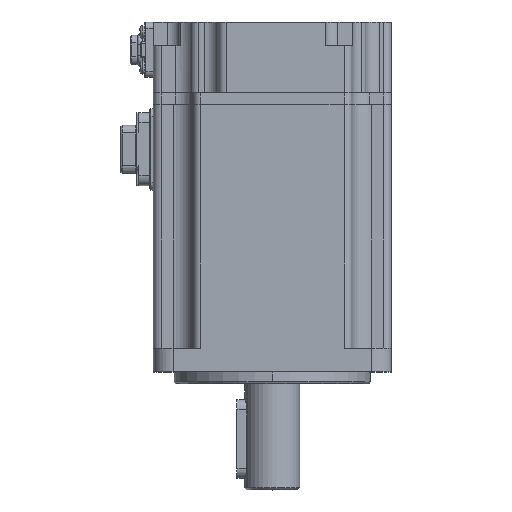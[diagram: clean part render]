
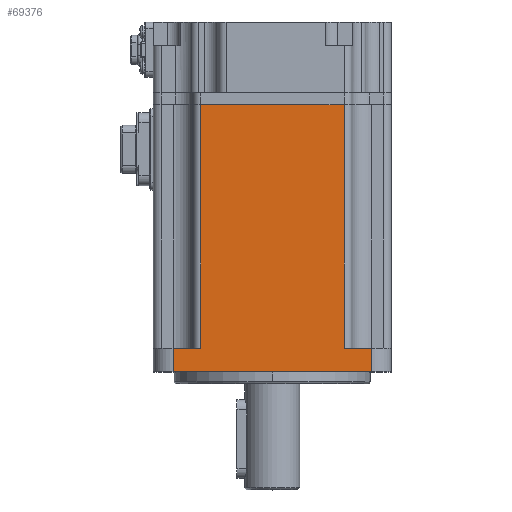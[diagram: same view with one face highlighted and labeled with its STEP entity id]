
A CAD part, top view. The second image highlights one B-rep face of the part: STEP entity #69376.
In plain terms, the highlighted planar face has unit normal (0, 0, 1).
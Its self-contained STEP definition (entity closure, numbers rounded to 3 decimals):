
#137 = LINE ( 'NONE', #66266, #53015 ) ;
#297 = EDGE_CURVE ( 'NONE', #66564, #64310, #58051, .T. ) ;
#550 = LINE ( 'NONE', #22117, #20874 ) ;
#597 = CARTESIAN_POINT ( 'NONE',  ( 25.25, 6., 30.25 ) ) ;
#2074 = VERTEX_POINT ( 'NONE', #21267 ) ;
#6321 = EDGE_CURVE ( 'NONE', #7174, #13225, #14779, .T. ) ;
#7174 = VERTEX_POINT ( 'NONE', #18383 ) ;
#8115 = VERTEX_POINT ( 'NONE', #22569 ) ;
#8285 = CARTESIAN_POINT ( 'NONE',  ( -18.25, 6., 30.25 ) ) ;
#8426 = DIRECTION ( 'NONE',  ( 1., 0., 0. ) ) ;
#11594 = VECTOR ( 'NONE', #20518, 1000. ) ;
#12455 = ORIENTED_EDGE ( 'NONE', *, *, #22356, .T. ) ;
#13225 = VERTEX_POINT ( 'NONE', #57000 ) ;
#14540 = AXIS2_PLACEMENT_3D ( 'NONE', #14685, #42351, #65311 ) ;
#14685 = CARTESIAN_POINT ( 'NONE',  ( 30.25, 68., 30.25 ) ) ;
#14779 = LINE ( 'NONE', #8285, #11594 ) ;
#16484 = CARTESIAN_POINT ( 'NONE',  ( -25.25, 68., 30.25 ) ) ;
#18383 = CARTESIAN_POINT ( 'NONE',  ( -18.25, 6., 30.25 ) ) ;
#20040 = EDGE_CURVE ( 'NONE', #2074, #68870, #49404, .T. ) ;
#20518 = DIRECTION ( 'NONE',  ( 0., 1., 0. ) ) ;
#20874 = VECTOR ( 'NONE', #55167, 1000. ) ;
#21267 = CARTESIAN_POINT ( 'NONE',  ( -25.25, 0., 30.25 ) ) ;
#21917 = VECTOR ( 'NONE', #48829, 1000. ) ;
#22117 = CARTESIAN_POINT ( 'NONE',  ( 0., 6., 30.25 ) ) ;
#22356 = EDGE_CURVE ( 'NONE', #8115, #2074, #33760, .T. ) ;
#22569 = CARTESIAN_POINT ( 'NONE',  ( -25.25, 6., 30.25 ) ) ;
#23542 = DIRECTION ( 'NONE',  ( 1., 0., 0. ) ) ;
#23909 = ORIENTED_EDGE ( 'NONE', *, *, #47297, .F. ) ;
#25005 = CARTESIAN_POINT ( 'NONE',  ( 0., 6., 30.25 ) ) ;
#28345 = CARTESIAN_POINT ( 'NONE',  ( 18.25, 68., 30.25 ) ) ;
#30579 = VECTOR ( 'NONE', #66427, 1000. ) ;
#31746 = EDGE_LOOP ( 'NONE', ( #23909, #12455, #69741, #53207, #53251, #41640, #32156, #46913 ) ) ;
#32156 = ORIENTED_EDGE ( 'NONE', *, *, #63944, .F. ) ;
#33760 = LINE ( 'NONE', #16484, #30579 ) ;
#38949 = DIRECTION ( 'NONE',  ( 0., 1., 0. ) ) ;
#40538 = CARTESIAN_POINT ( 'NONE',  ( 30.25, 68., 30.25 ) ) ;
#41640 = ORIENTED_EDGE ( 'NONE', *, *, #49809, .T. ) ;
#42351 = DIRECTION ( 'NONE',  ( 0., 0., -1. ) ) ;
#43402 = FACE_OUTER_BOUND ( 'NONE', #31746, .T. ) ;
#43804 = LINE ( 'NONE', #70400, #21917 ) ;
#46913 = ORIENTED_EDGE ( 'NONE', *, *, #6321, .F. ) ;
#47297 = EDGE_CURVE ( 'NONE', #8115, #7174, #550, .T. ) ;
#47359 = DIRECTION ( 'NONE',  ( 1., 0., 0. ) ) ;
#48517 = VERTEX_POINT ( 'NONE', #28345 ) ;
#48829 = DIRECTION ( 'NONE',  ( 0., 1., 0. ) ) ;
#49404 = LINE ( 'NONE', #65960, #51121 ) ;
#49809 = EDGE_CURVE ( 'NONE', #66564, #48517, #43804, .T. ) ;
#50833 = VECTOR ( 'NONE', #8426, 1000. ) ;
#51121 = VECTOR ( 'NONE', #23542, 1000. ) ;
#52852 = CARTESIAN_POINT ( 'NONE',  ( 25.25, 0., 30.25 ) ) ;
#53015 = VECTOR ( 'NONE', #38949, 1000. ) ;
#53207 = ORIENTED_EDGE ( 'NONE', *, *, #64709, .T. ) ;
#53251 = ORIENTED_EDGE ( 'NONE', *, *, #297, .F. ) ;
#53821 = PLANE ( 'NONE',  #14540 ) ;
#54951 = CARTESIAN_POINT ( 'NONE',  ( 18.25, 6., 30.25 ) ) ;
#55167 = DIRECTION ( 'NONE',  ( 1., 0., 0. ) ) ;
#57000 = CARTESIAN_POINT ( 'NONE',  ( -18.25, 68., 30.25 ) ) ;
#58051 = LINE ( 'NONE', #25005, #50833 ) ;
#63944 = EDGE_CURVE ( 'NONE', #13225, #48517, #67844, .T. ) ;
#64310 = VERTEX_POINT ( 'NONE', #597 ) ;
#64709 = EDGE_CURVE ( 'NONE', #68870, #64310, #137, .T. ) ;
#65311 = DIRECTION ( 'NONE',  ( -1., 0., 0. ) ) ;
#65960 = CARTESIAN_POINT ( 'NONE',  ( 30.25, 0., 30.25 ) ) ;
#66266 = CARTESIAN_POINT ( 'NONE',  ( 25.25, 68., 30.25 ) ) ;
#66427 = DIRECTION ( 'NONE',  ( 0., -1., 0. ) ) ;
#66564 = VERTEX_POINT ( 'NONE', #54951 ) ;
#67844 = LINE ( 'NONE', #40538, #67869 ) ;
#67869 = VECTOR ( 'NONE', #47359, 1000. ) ;
#68870 = VERTEX_POINT ( 'NONE', #52852 ) ;
#69376 = ADVANCED_FACE ( 'NONE', ( #43402 ), #53821, .F. ) ;
#69741 = ORIENTED_EDGE ( 'NONE', *, *, #20040, .T. ) ;
#70400 = CARTESIAN_POINT ( 'NONE',  ( 18.25, 6., 30.25 ) ) ;
